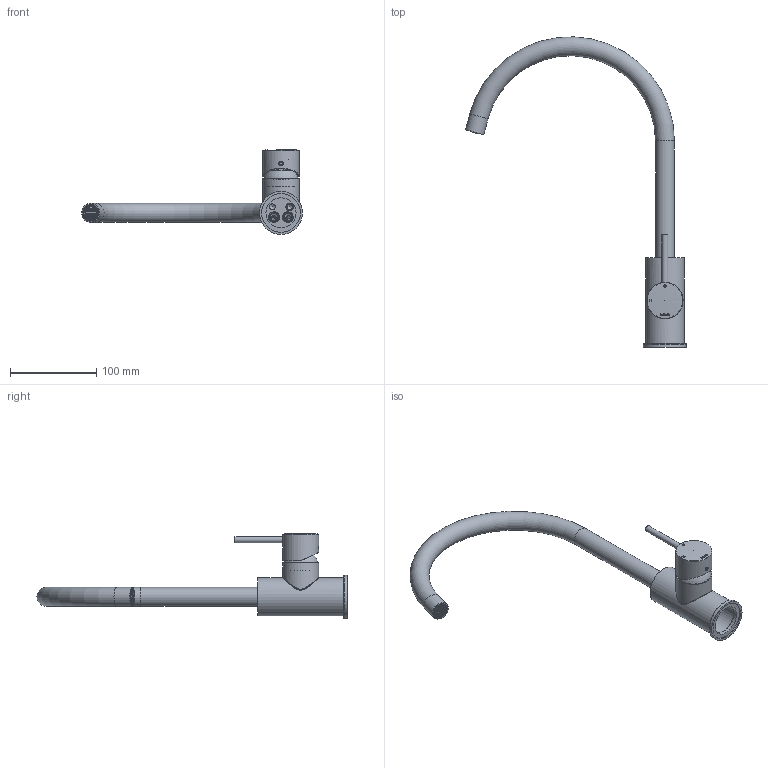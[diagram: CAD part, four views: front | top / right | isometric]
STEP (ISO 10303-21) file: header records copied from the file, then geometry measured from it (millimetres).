
FILE_DESCRIPTION(/* description */ ('Unknown'),/* implementation_level */ '2;1');
FILE_NAME(/* name */ 'CB040-00',/* time_stamp */ '2025-03-31T12:06:11+02:00',/* author */ ('Unknown'),/* organization */ ('Unknown'),/* preprocessor_version */ 'ST-DEVELOPER v19.4',/* originating_system */ 'Solid Edge',/* authorisation */ 'Unknown');
FILE_SCHEMA (('AUTOMOTIVE_DESIGN {1 0 10303 214 3 1 1}'));
Length unit declared in the file: millimetre
Products named in the file (12): CB040-00; CB040-002_oa_0; CB004-05; CB040-02; CB040-001; CB004-11; CB040-01; CB004-04; CB003-02; CB003-05; CB004-005; CB004-01
Assembly tree (11 placements, depth 3):
  CB040-00
    CB040-002_oa_0
      CB004-05
      CB040-02
    CB040-001
      CB004-11
      CB040-01
    CB004-04
    CB003-02
    CB003-05
    CB004-005
    CB004-01
Bounding box: 256.79 x 360.53 x 98.45 mm (x, y, z)
Volume: 183658.5 mm3; surface area: 113904.8 mm2
Topology: 9 solids, 155 shells, 1091 faces, 2263 edges, 1521 vertices
Faces by surface type: plane 653, cylinder 306, bspline 61, cone 47, torus 22, sphere 2
Full cylindrical faces by diameter (mm): 0.75 x146, 3.3 x1, 4 x1, 4.2 x1, 5 x5, 6 x5, 6.647 x1, 6.8 x1, 7 x1, 7.2 x1, 8 x2, 9 x2, 11 x3, 13.8 x1, 14 x1, 15 x1, 15.5 x1, 16 x1, 16.9 x1, 17 x2, 17.4 x2, 18 x3, 18.4 x1, 18.75 x1, 22 x2, 22.2 x1, 26 x1, 28.3 x1, 30.376 x2, 35 x1
Entity records: 39897 total; most frequent: CARTESIAN_POINT 11269, DIRECTION 4423, ORIENTED_EDGE 3670, EDGE_CURVE 1835, AXIS2_PLACEMENT_3D 1821, FACE_BOUND 1436, EDGE_LOOP 1421, VERTEX_POINT 1379
